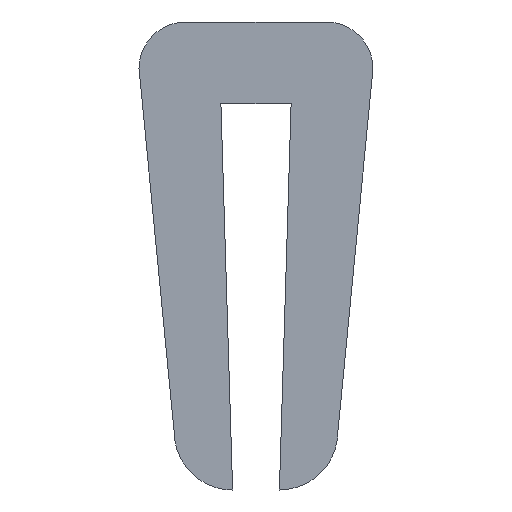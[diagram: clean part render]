
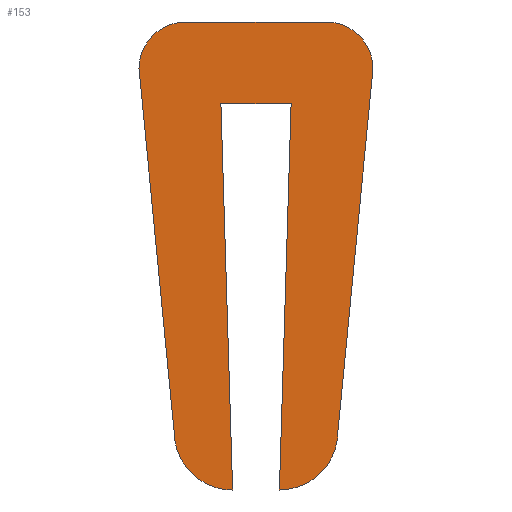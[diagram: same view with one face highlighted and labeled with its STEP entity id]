
A CAD part, front view. The second image highlights one B-rep face of the part: STEP entity #153.
In plain terms, the highlighted free-form (B-spline) face has degree [1, 1] with [2, 2] control points.
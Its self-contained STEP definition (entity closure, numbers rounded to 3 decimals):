
#44=CARTESIAN_POINT('',(-5.499,0.0,0.999));
#45=CARTESIAN_POINT('',(5.5,0.0,0.999));
#46=CARTESIAN_POINT('',(-5.499,0.0,-20.999));
#47=CARTESIAN_POINT('',(5.5,0.0,-20.999));
#48=B_SPLINE_SURFACE_WITH_KNOTS('',1,1,((#44,#46),(#45,#47)),.UNSPECIFIED.,.F.,.F.,.U.,(2,2),(2,2),(0.0,10.999),(0.0,21.998),.UNSPECIFIED.);
#49=CARTESIAN_POINT('',(3.0,0.0,0.0));
#50=VERTEX_POINT('',#49);
#51=CARTESIAN_POINT('',(-3.0,0.0,0.0));
#52=VERTEX_POINT('',#51);
#53=CARTESIAN_POINT('',(3.0,0.0,0.0));
#54=CARTESIAN_POINT('',(-3.0,0.0,0.0));
#55=QUASI_UNIFORM_CURVE('',1,(#53,#54),.UNSPECIFIED.,.F.,.U.);
#56=EDGE_CURVE('',#50,#52,#55,.T.);
#57=ORIENTED_EDGE('',*,*,#56,.T.);
#58=CARTESIAN_POINT('',(-5.0,0.0,-2.0));
#59=VERTEX_POINT('',#58);
#60=CARTESIAN_POINT('',(-3.0,0.0,0.0));
#61=CARTESIAN_POINT('',(-5.,0.0,0.0));
#62=CARTESIAN_POINT('',(-5.0,0.0,-2.0));
#70=(BOUNDED_CURVE()B_SPLINE_CURVE(2,(#60,#61,#62),.UNSPECIFIED.,.F.,.U.)CURVE()GEOMETRIC_REPRESENTATION_ITEM()QUASI_UNIFORM_CURVE()RATIONAL_B_SPLINE_CURVE((1.0,0.707,1.0))REPRESENTATION_ITEM(''));
#71=EDGE_CURVE('',#52,#59,#70,.T.);
#72=ORIENTED_EDGE('',*,*,#71,.T.);
#73=CARTESIAN_POINT('',(-3.5,0.0,-17.5));
#74=VERTEX_POINT('',#73);
#75=CARTESIAN_POINT('',(-5.0,0.0,-2.0));
#76=CARTESIAN_POINT('',(-3.5,0.0,-17.5));
#77=QUASI_UNIFORM_CURVE('',1,(#75,#76),.UNSPECIFIED.,.F.,.U.);
#78=EDGE_CURVE('',#59,#74,#77,.T.);
#79=ORIENTED_EDGE('',*,*,#78,.T.);
#80=CARTESIAN_POINT('',(-1.0,0.0,-20.0));
#81=VERTEX_POINT('',#80);
#82=CARTESIAN_POINT('',(-3.5,0.0,-17.5));
#83=CARTESIAN_POINT('',(-3.5,0.0,-20.));
#84=CARTESIAN_POINT('',(-1.0,0.0,-20.0));
#92=(BOUNDED_CURVE()B_SPLINE_CURVE(2,(#82,#83,#84),.UNSPECIFIED.,.F.,.U.)CURVE()GEOMETRIC_REPRESENTATION_ITEM()QUASI_UNIFORM_CURVE()RATIONAL_B_SPLINE_CURVE((1.0,0.707,1.0))REPRESENTATION_ITEM(''));
#93=EDGE_CURVE('',#74,#81,#92,.T.);
#94=ORIENTED_EDGE('',*,*,#93,.T.);
#95=CARTESIAN_POINT('',(-1.5,0.0,-3.5));
#96=VERTEX_POINT('',#95);
#97=CARTESIAN_POINT('',(-1.0,0.0,-20.0));
#98=CARTESIAN_POINT('',(-1.5,0.0,-3.5));
#99=QUASI_UNIFORM_CURVE('',1,(#97,#98),.UNSPECIFIED.,.F.,.U.);
#100=EDGE_CURVE('',#81,#96,#99,.T.);
#101=ORIENTED_EDGE('',*,*,#100,.T.);
#102=CARTESIAN_POINT('',(1.5,0.0,-3.5));
#103=VERTEX_POINT('',#102);
#104=CARTESIAN_POINT('',(-1.5,0.0,-3.5));
#105=CARTESIAN_POINT('',(1.5,0.0,-3.5));
#106=QUASI_UNIFORM_CURVE('',1,(#104,#105),.UNSPECIFIED.,.F.,.U.);
#107=EDGE_CURVE('',#96,#103,#106,.T.);
#108=ORIENTED_EDGE('',*,*,#107,.T.);
#109=CARTESIAN_POINT('',(1.0,0.0,-20.0));
#110=VERTEX_POINT('',#109);
#111=CARTESIAN_POINT('',(1.5,0.0,-3.5));
#112=CARTESIAN_POINT('',(1.0,0.0,-20.0));
#113=QUASI_UNIFORM_CURVE('',1,(#111,#112),.UNSPECIFIED.,.F.,.U.);
#114=EDGE_CURVE('',#103,#110,#113,.T.);
#115=ORIENTED_EDGE('',*,*,#114,.T.);
#116=CARTESIAN_POINT('',(3.5,0.0,-17.5));
#117=VERTEX_POINT('',#116);
#118=CARTESIAN_POINT('',(1.0,0.0,-20.0));
#119=CARTESIAN_POINT('',(3.5,0.0,-20.));
#120=CARTESIAN_POINT('',(3.5,0.0,-17.5));
#128=(BOUNDED_CURVE()B_SPLINE_CURVE(2,(#118,#119,#120),.UNSPECIFIED.,.F.,.U.)CURVE()GEOMETRIC_REPRESENTATION_ITEM()QUASI_UNIFORM_CURVE()RATIONAL_B_SPLINE_CURVE((1.0,0.707,1.0))REPRESENTATION_ITEM(''));
#129=EDGE_CURVE('',#110,#117,#128,.T.);
#130=ORIENTED_EDGE('',*,*,#129,.T.);
#131=CARTESIAN_POINT('',(5.0,0.0,-2.0));
#132=VERTEX_POINT('',#131);
#133=CARTESIAN_POINT('',(3.5,0.0,-17.5));
#134=CARTESIAN_POINT('',(5.0,0.0,-2.0));
#135=QUASI_UNIFORM_CURVE('',1,(#133,#134),.UNSPECIFIED.,.F.,.U.);
#136=EDGE_CURVE('',#117,#132,#135,.T.);
#137=ORIENTED_EDGE('',*,*,#136,.T.);
#138=CARTESIAN_POINT('',(5.0,0.0,-2.0));
#139=CARTESIAN_POINT('',(5.,0.0,0.0));
#140=CARTESIAN_POINT('',(3.0,0.0,0.0));
#148=(BOUNDED_CURVE()B_SPLINE_CURVE(2,(#138,#139,#140),.UNSPECIFIED.,.F.,.U.)CURVE()GEOMETRIC_REPRESENTATION_ITEM()QUASI_UNIFORM_CURVE()RATIONAL_B_SPLINE_CURVE((1.0,0.707,1.0))REPRESENTATION_ITEM(''));
#149=EDGE_CURVE('',#132,#50,#148,.T.);
#150=ORIENTED_EDGE('',*,*,#149,.T.);
#151=EDGE_LOOP('',(#57,#72,#79,#94,#101,#108,#115,#130,#137,#150));
#152=FACE_OUTER_BOUND('',#151,.T.);
#153=ADVANCED_FACE('',(#152),#48,.F.);
